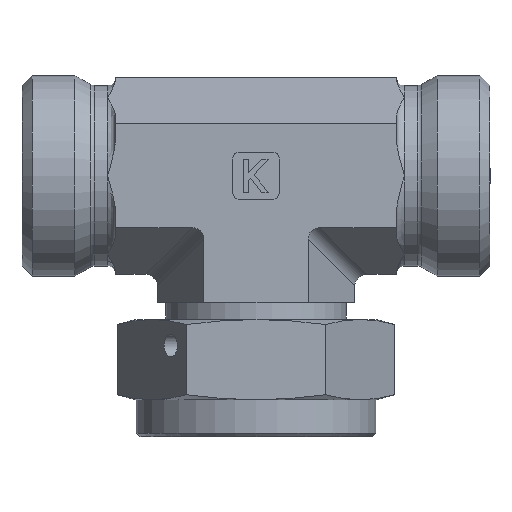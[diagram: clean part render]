
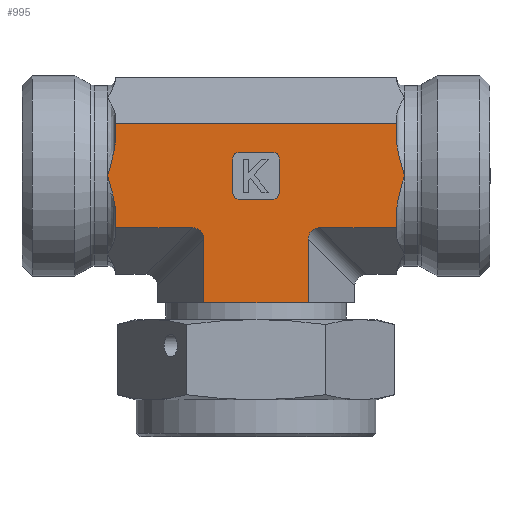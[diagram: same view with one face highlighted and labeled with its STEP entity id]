
A CAD part, left-side view. The second image highlights one B-rep face of the part: STEP entity #995.
In plain terms, the highlighted planar face has unit normal (-1, 0, 0).
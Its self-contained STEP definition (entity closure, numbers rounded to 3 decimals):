
#266=CARTESIAN_POINT('',(-31.685,9.544,4.5));
#267=VERTEX_POINT('',#266);
#647=CARTESIAN_POINT('',(-31.685,17.338,4.5));
#648=VERTEX_POINT('',#647);
#656=CARTESIAN_POINT('',(-31.685,17.338,4.5));
#657=DIRECTION('',(0.0,-1.0,0.0));
#658=VECTOR('',#657,7.794);
#659=LINE('',#656,#658);
#660=EDGE_CURVE('',#648,#267,#659,.T.);
#670=CARTESIAN_POINT('',(-31.685,1.75,4.5));
#671=VERTEX_POINT('',#670);
#672=CARTESIAN_POINT('',(-31.685,9.544,4.5));
#673=DIRECTION('',(0.0,-1.0,0.0));
#674=VECTOR('',#673,7.794);
#675=LINE('',#672,#674);
#676=EDGE_CURVE('',#267,#671,#675,.T.);
#772=CARTESIAN_POINT('',(-31.685,17.338,13.974));
#773=VERTEX_POINT('',#772);
#774=CARTESIAN_POINT('',(-31.685,17.338,4.5));
#775=DIRECTION('',(0.0,0.0,1.0));
#776=VECTOR('',#775,9.474);
#777=LINE('',#774,#776);
#778=EDGE_CURVE('',#648,#773,#777,.T.);
#799=CARTESIAN_POINT('',(-31.685,1.75,0.0));
#800=DIRECTION('',(-1.0,0.0,0.0));
#801=DIRECTION('',(0.0,0.0,1.0));
#802=AXIS2_PLACEMENT_3D('',#799,#800,#801);
#803=PLANE('',#802);
#804=ORIENTED_EDGE('',*,*,#660,.T.);
#805=ORIENTED_EDGE('',*,*,#676,.T.);
#806=CARTESIAN_POINT('',(-31.685,1.75,13.974));
#807=VERTEX_POINT('',#806);
#808=CARTESIAN_POINT('',(-31.685,1.75,4.5));
#809=DIRECTION('',(0.0,0.0,1.0));
#810=VECTOR('',#809,9.474);
#811=LINE('',#808,#810);
#812=EDGE_CURVE('',#671,#807,#811,.T.);
#813=ORIENTED_EDGE('',*,*,#812,.T.);
#814=CARTESIAN_POINT('',(-31.685,0.018,15.706));
#815=VERTEX_POINT('',#814);
#816=CARTESIAN_POINT('',(-31.685,-0.56,13.396));
#817=DIRECTION('',(-1.0,0.,0.));
#818=DIRECTION('',(0.,0.707,0.707));
#819=AXIS2_PLACEMENT_3D('',#816,#817,#818);
#820=ELLIPSE('',#819,2.582,2.0);
#821=EDGE_CURVE('',#815,#807,#820,.T.);
#822=ORIENTED_EDGE('',*,*,#821,.F.);
#823=CARTESIAN_POINT('',(-31.685,-11.456,15.706));
#824=VERTEX_POINT('',#823);
#825=CARTESIAN_POINT('',(-31.685,0.018,15.706));
#826=DIRECTION('',(0.0,-1.0,0.0));
#827=VECTOR('',#826,11.474);
#828=LINE('',#825,#827);
#829=EDGE_CURVE('',#815,#824,#828,.T.);
#830=ORIENTED_EDGE('',*,*,#829,.T.);
#831=CARTESIAN_POINT('',(-31.685,-11.456,17.683));
#832=VERTEX_POINT('',#831);
#833=CARTESIAN_POINT('',(-31.685,-11.456,15.706));
#834=DIRECTION('',(0.0,0.0,1.0));
#835=VECTOR('',#834,1.977);
#836=LINE('',#833,#835);
#837=EDGE_CURVE('',#824,#832,#836,.T.);
#838=ORIENTED_EDGE('',*,*,#837,.T.);
#839=CARTESIAN_POINT('',(-31.685,-12.656,23.5));
#840=VERTEX_POINT('',#839);
#841=CARTESIAN_POINT('',(-31.685,-11.456,17.683));
#842=CARTESIAN_POINT('',(-31.685,-11.456,19.556));
#843=CARTESIAN_POINT('',(-31.685,-12.121,21.704));
#844=CARTESIAN_POINT('',(-31.685,-12.656,23.5));
#845=B_SPLINE_CURVE_WITH_KNOTS('',3,(#841,#842,#843,#844),.UNSPECIFIED.,.F.,.U.,(4,4),(1.142,1.704),.UNSPECIFIED.);
#846=EDGE_CURVE('',#832,#840,#845,.T.);
#847=ORIENTED_EDGE('',*,*,#846,.T.);
#848=CARTESIAN_POINT('',(-31.685,-11.456,29.317));
#849=VERTEX_POINT('',#848);
#850=CARTESIAN_POINT('',(-31.685,-12.656,23.5));
#851=CARTESIAN_POINT('',(-31.685,-12.121,25.296));
#852=CARTESIAN_POINT('',(-31.685,-11.456,27.444));
#853=CARTESIAN_POINT('',(-31.685,-11.456,29.317));
#854=B_SPLINE_CURVE_WITH_KNOTS('',3,(#850,#851,#852,#853),.UNSPECIFIED.,.F.,.U.,(4,4),(0.0,0.562),.UNSPECIFIED.);
#855=EDGE_CURVE('',#840,#849,#854,.T.);
#856=ORIENTED_EDGE('',*,*,#855,.T.);
#857=CARTESIAN_POINT('',(-31.685,-11.456,31.294));
#858=VERTEX_POINT('',#857);
#859=CARTESIAN_POINT('',(-31.685,-11.456,29.317));
#860=DIRECTION('',(0.0,0.0,1.0));
#861=VECTOR('',#860,1.977);
#862=LINE('',#859,#861);
#863=EDGE_CURVE('',#849,#858,#862,.T.);
#864=ORIENTED_EDGE('',*,*,#863,.T.);
#865=CARTESIAN_POINT('',(-31.685,30.544,31.294));
#866=VERTEX_POINT('',#865);
#867=CARTESIAN_POINT('',(-31.685,30.544,31.294));
#868=DIRECTION('',(0.0,-1.0,0.0));
#869=VECTOR('',#868,42.);
#870=LINE('',#867,#869);
#871=EDGE_CURVE('',#866,#858,#870,.T.);
#872=ORIENTED_EDGE('',*,*,#871,.F.);
#873=CARTESIAN_POINT('',(-31.685,30.544,29.317));
#874=VERTEX_POINT('',#873);
#875=CARTESIAN_POINT('',(-31.685,30.544,31.294));
#876=DIRECTION('',(0.0,0.0,-1.0));
#877=VECTOR('',#876,1.977);
#878=LINE('',#875,#877);
#879=EDGE_CURVE('',#866,#874,#878,.T.);
#880=ORIENTED_EDGE('',*,*,#879,.T.);
#881=CARTESIAN_POINT('',(-31.685,31.744,23.5));
#882=VERTEX_POINT('',#881);
#883=CARTESIAN_POINT('',(-31.685,30.544,29.317));
#884=CARTESIAN_POINT('',(-31.685,30.544,27.444));
#885=CARTESIAN_POINT('',(-31.685,31.209,25.296));
#886=CARTESIAN_POINT('',(-31.685,31.744,23.5));
#887=B_SPLINE_CURVE_WITH_KNOTS('',3,(#883,#884,#885,#886),.UNSPECIFIED.,.F.,.U.,(4,4),(1.145,1.707),.UNSPECIFIED.);
#888=EDGE_CURVE('',#874,#882,#887,.T.);
#889=ORIENTED_EDGE('',*,*,#888,.T.);
#890=CARTESIAN_POINT('',(-31.685,30.544,17.683));
#891=VERTEX_POINT('',#890);
#892=CARTESIAN_POINT('',(-31.685,31.744,23.5));
#893=CARTESIAN_POINT('',(-31.685,31.209,21.704));
#894=CARTESIAN_POINT('',(-31.685,30.544,19.556));
#895=CARTESIAN_POINT('',(-31.685,30.544,17.683));
#896=B_SPLINE_CURVE_WITH_KNOTS('',3,(#892,#893,#894,#895),.UNSPECIFIED.,.F.,.U.,(4,4),(0.0,0.562),.UNSPECIFIED.);
#897=EDGE_CURVE('',#882,#891,#896,.T.);
#898=ORIENTED_EDGE('',*,*,#897,.T.);
#899=CARTESIAN_POINT('',(-31.685,30.544,15.706));
#900=VERTEX_POINT('',#899);
#901=CARTESIAN_POINT('',(-31.685,30.544,17.683));
#902=DIRECTION('',(0.0,0.0,-1.0));
#903=VECTOR('',#902,1.977);
#904=LINE('',#901,#903);
#905=EDGE_CURVE('',#891,#900,#904,.T.);
#906=ORIENTED_EDGE('',*,*,#905,.T.);
#907=CARTESIAN_POINT('',(-31.685,19.07,15.706));
#908=VERTEX_POINT('',#907);
#909=CARTESIAN_POINT('',(-31.685,19.07,15.706));
#910=DIRECTION('',(0.0,1.0,0.0));
#911=VECTOR('',#910,11.474);
#912=LINE('',#909,#911);
#913=EDGE_CURVE('',#908,#900,#912,.T.);
#914=ORIENTED_EDGE('',*,*,#913,.F.);
#915=CARTESIAN_POINT('',(-31.685,19.648,13.396));
#916=DIRECTION('',(-1.0,0.,0.));
#917=DIRECTION('',(0.,-0.707,0.707));
#918=AXIS2_PLACEMENT_3D('',#915,#916,#917);
#919=ELLIPSE('',#918,2.582,2.0);
#920=EDGE_CURVE('',#773,#908,#919,.T.);
#921=ORIENTED_EDGE('',*,*,#920,.F.);
#922=ORIENTED_EDGE('',*,*,#778,.F.);
#923=EDGE_LOOP('',(#804,#805,#813,#822,#830,#838,#847,#856,#864,#872,#880,#889,#898,#906,#914,#921,#922));
#924=FACE_OUTER_BOUND('',#923,.T.);
#925=CARTESIAN_POINT('',(-31.685,7.044,20.));
#926=VERTEX_POINT('',#925);
#927=CARTESIAN_POINT('',(-31.685,12.044,20.));
#928=VERTEX_POINT('',#927);
#929=CARTESIAN_POINT('',(-31.685,7.044,20.));
#930=DIRECTION('',(0.0,1.0,0.0));
#931=VECTOR('',#930,5.);
#932=LINE('',#929,#931);
#933=EDGE_CURVE('',#926,#928,#932,.T.);
#934=ORIENTED_EDGE('',*,*,#933,.T.);
#935=CARTESIAN_POINT('',(-31.685,13.044,21.));
#936=VERTEX_POINT('',#935);
#937=CARTESIAN_POINT('',(-31.685,12.044,21.));
#938=DIRECTION('',(-1.0,0.0,0.0));
#939=DIRECTION('',(0.0,0.707,-0.707));
#940=AXIS2_PLACEMENT_3D('',#937,#938,#939);
#941=CIRCLE('',#940,1.0);
#942=EDGE_CURVE('',#936,#928,#941,.T.);
#943=ORIENTED_EDGE('',*,*,#942,.F.);
#944=CARTESIAN_POINT('',(-31.685,13.044,26.));
#945=VERTEX_POINT('',#944);
#946=CARTESIAN_POINT('',(-31.685,13.044,21.));
#947=DIRECTION('',(0.0,0.0,1.0));
#948=VECTOR('',#947,5.);
#949=LINE('',#946,#948);
#950=EDGE_CURVE('',#936,#945,#949,.T.);
#951=ORIENTED_EDGE('',*,*,#950,.T.);
#952=CARTESIAN_POINT('',(-31.685,12.044,27.));
#953=VERTEX_POINT('',#952);
#954=CARTESIAN_POINT('',(-31.685,12.044,26.));
#955=DIRECTION('',(-1.0,0.0,0.0));
#956=DIRECTION('',(0.0,0.707,0.707));
#957=AXIS2_PLACEMENT_3D('',#954,#955,#956);
#958=CIRCLE('',#957,1.0);
#959=EDGE_CURVE('',#953,#945,#958,.T.);
#960=ORIENTED_EDGE('',*,*,#959,.F.);
#961=CARTESIAN_POINT('',(-31.685,7.044,27.));
#962=VERTEX_POINT('',#961);
#963=CARTESIAN_POINT('',(-31.685,12.044,27.));
#964=DIRECTION('',(0.0,-1.0,0.0));
#965=VECTOR('',#964,5.);
#966=LINE('',#963,#965);
#967=EDGE_CURVE('',#953,#962,#966,.T.);
#968=ORIENTED_EDGE('',*,*,#967,.T.);
#969=CARTESIAN_POINT('',(-31.685,6.044,26.));
#970=VERTEX_POINT('',#969);
#971=CARTESIAN_POINT('',(-31.685,7.044,26.));
#972=DIRECTION('',(-1.0,0.0,0.0));
#973=DIRECTION('',(0.0,-0.707,0.707));
#974=AXIS2_PLACEMENT_3D('',#971,#972,#973);
#975=CIRCLE('',#974,1.0);
#976=EDGE_CURVE('',#970,#962,#975,.T.);
#977=ORIENTED_EDGE('',*,*,#976,.F.);
#978=CARTESIAN_POINT('',(-31.685,6.044,21.));
#979=VERTEX_POINT('',#978);
#980=CARTESIAN_POINT('',(-31.685,6.044,26.));
#981=DIRECTION('',(0.0,0.0,-1.0));
#982=VECTOR('',#981,5.0);
#983=LINE('',#980,#982);
#984=EDGE_CURVE('',#970,#979,#983,.T.);
#985=ORIENTED_EDGE('',*,*,#984,.T.);
#986=CARTESIAN_POINT('',(-31.685,7.044,21.));
#987=DIRECTION('',(-1.0,0.0,0.0));
#988=DIRECTION('',(0.0,-0.707,-0.707));
#989=AXIS2_PLACEMENT_3D('',#986,#987,#988);
#990=CIRCLE('',#989,1.0);
#991=EDGE_CURVE('',#926,#979,#990,.T.);
#992=ORIENTED_EDGE('',*,*,#991,.F.);
#993=EDGE_LOOP('',(#934,#943,#951,#960,#968,#977,#985,#992));
#994=FACE_BOUND('',#993,.T.);
#995=ADVANCED_FACE('',(#924,#994),#803,.T.);
